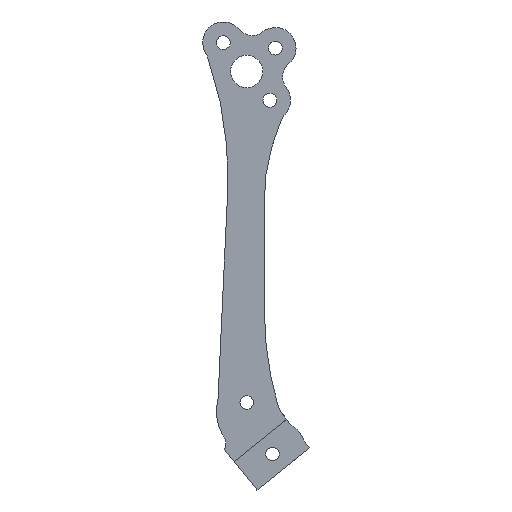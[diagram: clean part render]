
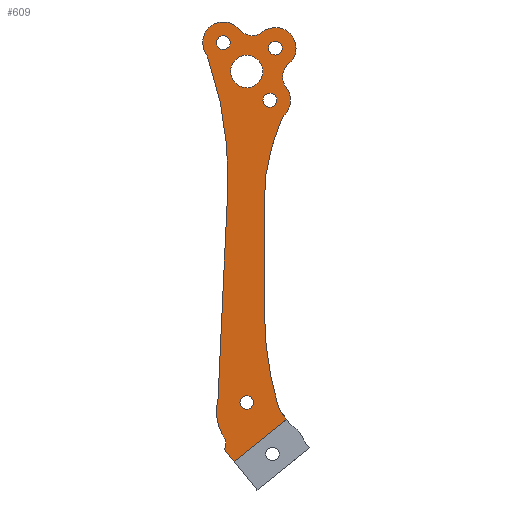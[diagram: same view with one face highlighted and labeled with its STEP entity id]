
A CAD part, top view. The second image highlights one B-rep face of the part: STEP entity #609.
In plain terms, the highlighted planar face has unit normal (0, 0, 1).
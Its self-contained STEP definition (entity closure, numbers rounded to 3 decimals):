
#42=FACE_BOUND('',#142,.T.);
#43=FACE_BOUND('',#143,.T.);
#44=FACE_BOUND('',#144,.T.);
#45=FACE_BOUND('',#145,.T.);
#46=FACE_BOUND('',#146,.T.);
#57=CIRCLE('',#661,12.503);
#58=CIRCLE('',#662,5.);
#59=CIRCLE('',#663,69.615);
#60=CIRCLE('',#664,44.495);
#61=CIRCLE('',#665,5.);
#62=CIRCLE('',#666,4.448);
#63=CIRCLE('',#667,3.721);
#64=CIRCLE('',#668,4.448);
#65=CIRCLE('',#669,3.658);
#66=CIRCLE('',#670,4.45);
#67=CIRCLE('',#671,5.);
#68=CIRCLE('',#672,76.753);
#69=CIRCLE('',#673,17791.774);
#70=CIRCLE('',#674,2.59);
#71=CIRCLE('',#675,10.363);
#72=CIRCLE('',#676,1.014);
#73=CIRCLE('',#677,3.002);
#74=CIRCLE('',#678,1.5);
#75=CIRCLE('',#679,1.5);
#76=CIRCLE('',#680,3.5);
#77=CIRCLE('',#681,1.45);
#78=CIRCLE('',#682,1.5);
#107=FACE_OUTER_BOUND('',#141,.T.);
#141=EDGE_LOOP('',(#427,#428,#429,#430,#431,#432,#433,#434,#435,#436,#437,
#438,#439,#440,#441,#442,#443,#444,#445,#446));
#142=EDGE_LOOP('',(#447));
#143=EDGE_LOOP('',(#448));
#144=EDGE_LOOP('',(#449));
#145=EDGE_LOOP('',(#450));
#146=EDGE_LOOP('',(#451));
#183=LINE('',#955,#223);
#189=LINE('',#981,#229);
#190=LINE('',#1010,#230);
#223=VECTOR('',#743,10.);
#229=VECTOR('',#767,10.);
#230=VECTOR('',#796,10.);
#263=VERTEX_POINT('',#953);
#264=VERTEX_POINT('',#954);
#272=VERTEX_POINT('',#974);
#273=VERTEX_POINT('',#976);
#274=VERTEX_POINT('',#978);
#275=VERTEX_POINT('',#980);
#276=VERTEX_POINT('',#982);
#277=VERTEX_POINT('',#984);
#278=VERTEX_POINT('',#986);
#279=VERTEX_POINT('',#988);
#280=VERTEX_POINT('',#990);
#281=VERTEX_POINT('',#992);
#282=VERTEX_POINT('',#994);
#283=VERTEX_POINT('',#996);
#284=VERTEX_POINT('',#998);
#285=VERTEX_POINT('',#1000);
#286=VERTEX_POINT('',#1002);
#287=VERTEX_POINT('',#1004);
#288=VERTEX_POINT('',#1006);
#289=VERTEX_POINT('',#1008);
#290=VERTEX_POINT('',#1011);
#291=VERTEX_POINT('',#1013);
#292=VERTEX_POINT('',#1015);
#293=VERTEX_POINT('',#1017);
#294=VERTEX_POINT('',#1019);
#324=EDGE_CURVE('',#263,#264,#183,.T.);
#334=EDGE_CURVE('',#272,#264,#57,.T.);
#335=EDGE_CURVE('',#273,#272,#58,.T.);
#336=EDGE_CURVE('',#274,#273,#59,.T.);
#337=EDGE_CURVE('',#274,#275,#189,.T.);
#338=EDGE_CURVE('',#276,#275,#60,.T.);
#339=EDGE_CURVE('',#277,#276,#61,.T.);
#340=EDGE_CURVE('',#277,#278,#62,.T.);
#341=EDGE_CURVE('',#279,#278,#63,.T.);
#342=EDGE_CURVE('',#279,#280,#64,.T.);
#343=EDGE_CURVE('',#281,#280,#65,.T.);
#344=EDGE_CURVE('',#281,#282,#66,.T.);
#345=EDGE_CURVE('',#283,#282,#67,.T.);
#346=EDGE_CURVE('',#284,#283,#68,.T.);
#347=EDGE_CURVE('',#284,#285,#69,.T.);
#348=EDGE_CURVE('',#286,#285,#70,.T.);
#349=EDGE_CURVE('',#286,#287,#71,.T.);
#350=EDGE_CURVE('',#287,#288,#72,.T.);
#351=EDGE_CURVE('',#289,#288,#73,.T.);
#352=EDGE_CURVE('',#263,#289,#190,.T.);
#353=EDGE_CURVE('',#290,#290,#74,.T.);
#354=EDGE_CURVE('',#291,#291,#75,.T.);
#355=EDGE_CURVE('',#292,#292,#76,.T.);
#356=EDGE_CURVE('',#293,#293,#77,.T.);
#357=EDGE_CURVE('',#294,#294,#78,.T.);
#427=ORIENTED_EDGE('',*,*,#324,.T.);
#428=ORIENTED_EDGE('',*,*,#334,.F.);
#429=ORIENTED_EDGE('',*,*,#335,.F.);
#430=ORIENTED_EDGE('',*,*,#336,.F.);
#431=ORIENTED_EDGE('',*,*,#337,.T.);
#432=ORIENTED_EDGE('',*,*,#338,.F.);
#433=ORIENTED_EDGE('',*,*,#339,.F.);
#434=ORIENTED_EDGE('',*,*,#340,.T.);
#435=ORIENTED_EDGE('',*,*,#341,.F.);
#436=ORIENTED_EDGE('',*,*,#342,.T.);
#437=ORIENTED_EDGE('',*,*,#343,.F.);
#438=ORIENTED_EDGE('',*,*,#344,.T.);
#439=ORIENTED_EDGE('',*,*,#345,.F.);
#440=ORIENTED_EDGE('',*,*,#346,.F.);
#441=ORIENTED_EDGE('',*,*,#347,.T.);
#442=ORIENTED_EDGE('',*,*,#348,.F.);
#443=ORIENTED_EDGE('',*,*,#349,.T.);
#444=ORIENTED_EDGE('',*,*,#350,.T.);
#445=ORIENTED_EDGE('',*,*,#351,.F.);
#446=ORIENTED_EDGE('',*,*,#352,.F.);
#447=ORIENTED_EDGE('',*,*,#353,.T.);
#448=ORIENTED_EDGE('',*,*,#354,.T.);
#449=ORIENTED_EDGE('',*,*,#355,.T.);
#450=ORIENTED_EDGE('',*,*,#356,.T.);
#451=ORIENTED_EDGE('',*,*,#357,.T.);
#602=PLANE('',#660);
#609=ADVANCED_FACE('',(#107,#42,#43,#44,#45,#46),#602,.T.);
#660=AXIS2_PLACEMENT_3D('',#973,#759,#760);
#661=AXIS2_PLACEMENT_3D('',#975,#761,#762);
#662=AXIS2_PLACEMENT_3D('',#977,#763,#764);
#663=AXIS2_PLACEMENT_3D('',#979,#765,#766);
#664=AXIS2_PLACEMENT_3D('',#983,#768,#769);
#665=AXIS2_PLACEMENT_3D('',#985,#770,#771);
#666=AXIS2_PLACEMENT_3D('',#987,#772,#773);
#667=AXIS2_PLACEMENT_3D('',#989,#774,#775);
#668=AXIS2_PLACEMENT_3D('',#991,#776,#777);
#669=AXIS2_PLACEMENT_3D('',#993,#778,#779);
#670=AXIS2_PLACEMENT_3D('',#995,#780,#781);
#671=AXIS2_PLACEMENT_3D('',#997,#782,#783);
#672=AXIS2_PLACEMENT_3D('',#999,#784,#785);
#673=AXIS2_PLACEMENT_3D('',#1001,#786,#787);
#674=AXIS2_PLACEMENT_3D('',#1003,#788,#789);
#675=AXIS2_PLACEMENT_3D('',#1005,#790,#791);
#676=AXIS2_PLACEMENT_3D('',#1007,#792,#793);
#677=AXIS2_PLACEMENT_3D('',#1009,#794,#795);
#678=AXIS2_PLACEMENT_3D('',#1012,#797,#798);
#679=AXIS2_PLACEMENT_3D('',#1014,#799,#800);
#680=AXIS2_PLACEMENT_3D('',#1016,#801,#802);
#681=AXIS2_PLACEMENT_3D('',#1018,#803,#804);
#682=AXIS2_PLACEMENT_3D('',#1020,#805,#806);
#743=DIRECTION('',(0.778,0.628,0.));
#759=DIRECTION('center_axis',(0.,0.,1.));
#760=DIRECTION('ref_axis',(1.,0.,0.));
#761=DIRECTION('center_axis',(0.,0.,
1.));
#762=DIRECTION('ref_axis',(-0.911,-0.413,0.));
#763=DIRECTION('center_axis',(0.,0.,1.));
#764=DIRECTION('ref_axis',(-0.959,-0.283,0.));
#765=DIRECTION('center_axis',(0.,0.,1.));
#766=DIRECTION('ref_axis',(-1.,-0.004,0.));
#767=DIRECTION('',(-0.004,1.,0.));
#768=DIRECTION('center_axis',(0.,0.,
1.));
#769=DIRECTION('ref_axis',(-0.917,0.398,0.));
#770=DIRECTION('center_axis',(0.,0.,1.));
#771=DIRECTION('ref_axis',(-0.743,0.669,0.));
#772=DIRECTION('center_axis',(0.,0.,1.));
#773=DIRECTION('ref_axis',(0.743,-0.669,0.));
#774=DIRECTION('center_axis',(0.,0.,1.));
#775=DIRECTION('ref_axis',(-0.644,0.765,0.));
#776=DIRECTION('center_axis',(0.,0.,1.));
#777=DIRECTION('ref_axis',(0.644,-0.765,0.));
#778=DIRECTION('center_axis',(0.,0.,1.));
#779=DIRECTION('ref_axis',(-0.756,-0.654,0.));
#780=DIRECTION('center_axis',(0.,0.,1.));
#781=DIRECTION('ref_axis',(0.781,0.624,0.));
#782=DIRECTION('center_axis',(0.,0.,1.));
#783=DIRECTION('ref_axis',(0.943,0.334,0.));
#784=DIRECTION('center_axis',(0.,0.,1.));
#785=DIRECTION('ref_axis',(0.999,-0.046,0.));
#786=DIRECTION('center_axis',(0.,0.,1.));
#787=DIRECTION('ref_axis',(-0.999,0.048,0.));
#788=DIRECTION('center_axis',(0.,0.,
1.));
#789=DIRECTION('ref_axis',(0.972,-0.234,0.));
#790=DIRECTION('center_axis',(0.,0.,1.));
#791=DIRECTION('ref_axis',(-0.972,0.234,0.));
#792=DIRECTION('center_axis',(0.,0.,
1.));
#793=DIRECTION('ref_axis',(-0.977,-0.213,0.));
#794=DIRECTION('center_axis',(0.,0.,1.));
#795=DIRECTION('ref_axis',(0.906,-0.422,0.));
#796=DIRECTION('',(-0.628,0.778,0.));
#797=DIRECTION('center_axis',(0.,0.,-1.));
#798=DIRECTION('ref_axis',(1.,0.,0.));
#799=DIRECTION('center_axis',(0.,0.,-1.));
#800=DIRECTION('ref_axis',(1.,0.,0.));
#801=DIRECTION('center_axis',(0.,0.,-1.));
#802=DIRECTION('ref_axis',(1.,0.,0.));
#803=DIRECTION('center_axis',(0.,0.,-1.));
#804=DIRECTION('ref_axis',(1.,0.,0.));
#805=DIRECTION('center_axis',(0.,0.,-1.));
#806=DIRECTION('ref_axis',(1.,0.,0.));
#953=CARTESIAN_POINT('',(-226.819,127.742,0.));
#954=CARTESIAN_POINT('',(-215.539,136.84,0.));
#955=CARTESIAN_POINT('',(-214.542,137.644,0.));
#973=CARTESIAN_POINT('Origin',(-222.082,172.114,0.));
#974=CARTESIAN_POINT('',(-217.152,139.471,0.));
#975=CARTESIAN_POINT('Origin',(-205.767,144.64,0.));
#976=CARTESIAN_POINT('',(-217.394,140.123,0.));
#977=CARTESIAN_POINT('Origin',(-212.599,141.538,0.));
#978=CARTESIAN_POINT('',(-220.241,159.565,0.));
#979=CARTESIAN_POINT('Origin',(-150.626,159.827,0.));
#980=CARTESIAN_POINT('',(-220.331,183.503,0.));
#981=CARTESIAN_POINT('',(-220.241,159.565,0.));
#982=CARTESIAN_POINT('',(-216.649,201.394,0.));
#983=CARTESIAN_POINT('Origin',(-175.835,183.67,0.));
#984=CARTESIAN_POINT('',(-215.779,202.747,0.));
#985=CARTESIAN_POINT('Origin',(-212.063,199.402,0.));
#986=CARTESIAN_POINT('',(-215.566,208.445,0.));
#987=CARTESIAN_POINT('Origin',(-219.085,205.724,0.));
#988=CARTESIAN_POINT('',(-215.017,213.569,0.));
#989=CARTESIAN_POINT('Origin',(-212.622,210.721,0.));
#990=CARTESIAN_POINT('',(-220.628,220.472,0.));
#991=CARTESIAN_POINT('Origin',(-217.88,216.973,0.));
#992=CARTESIAN_POINT('',(-225.653,220.955,0.));
#993=CARTESIAN_POINT('Origin',(-222.887,223.349,0.));
#994=CARTESIAN_POINT('',(-232.947,215.891,0.));
#995=CARTESIAN_POINT('Origin',(-229.13,218.178,0.));
#996=CARTESIAN_POINT('',(-232.524,214.992,0.));
#997=CARTESIAN_POINT('Origin',(-237.237,213.323,0.));
#998=CARTESIAN_POINT('',(-228.202,185.8,0.));
#999=CARTESIAN_POINT('Origin',(-304.873,189.366,0.));
#1000=CARTESIAN_POINT('',(-230.265,141.476,0.));
#1001=CARTESIAN_POINT('Origin',(17543.304,-663.199,0.));
#1002=CARTESIAN_POINT('',(-230.333,140.989,0.));
#1003=CARTESIAN_POINT('Origin',(-232.852,141.594,0.));
#1004=CARTESIAN_POINT('',(-229.534,133.951,0.));
#1005=CARTESIAN_POINT('Origin',(-220.257,138.568,0.));
#1006=CARTESIAN_POINT('',(-229.284,133.474,0.));
#1007=CARTESIAN_POINT('Origin',(-228.543,134.167,0.));
#1008=CARTESIAN_POINT('',(-228.929,130.358,0.));
#1009=CARTESIAN_POINT('Origin',(-231.65,131.626,0.));
#1010=CARTESIAN_POINT('',(-221.865,121.601,0.));
#1011=CARTESIAN_POINT('',(-230.63,218.178,0.));
#1012=CARTESIAN_POINT('Origin',(-229.13,218.178,0.));
#1013=CARTESIAN_POINT('',(-220.585,205.724,0.));
#1014=CARTESIAN_POINT('Origin',(-219.085,205.724,0.));
#1015=CARTESIAN_POINT('',(-227.588,211.95,0.));
#1016=CARTESIAN_POINT('Origin',(-224.088,211.95,0.));
#1017=CARTESIAN_POINT('',(-225.536,140.469,0.));
#1018=CARTESIAN_POINT('Origin',(-224.086,140.469,0.));
#1019=CARTESIAN_POINT('',(-219.38,216.973,0.));
#1020=CARTESIAN_POINT('Origin',(-217.88,216.973,0.));
